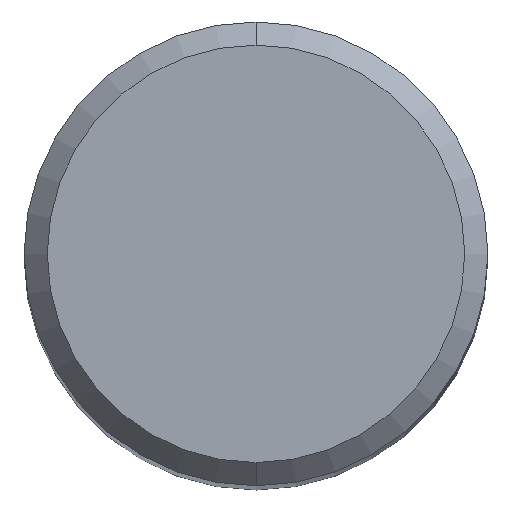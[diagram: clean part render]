
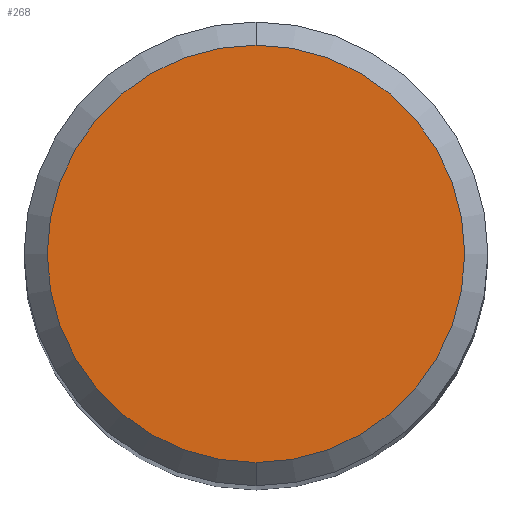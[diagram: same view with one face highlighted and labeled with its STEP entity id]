
A CAD part, top view. The second image highlights one B-rep face of the part: STEP entity #268.
In plain terms, the highlighted planar face has unit normal (0, 0, 1).
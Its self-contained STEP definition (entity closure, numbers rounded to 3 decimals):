
#218=VERTEX_POINT('',#522);
#268=ADVANCED_FACE('',(#576),#577,.T.);
#322=VERTEX_POINT('',#637);
#324=EDGE_CURVE('',#218,#322,#639,.T.);
#368=EDGE_CURVE('',#322,#218,#687,.T.);
#522=CARTESIAN_POINT('',(0.,-3.6,0.0));
#576=FACE_OUTER_BOUND('',#987,.T.);
#577=PLANE('',#988);
#637=CARTESIAN_POINT('',(0.0,3.6,0.0));
#639=CIRCLE('',#1157,3.6);
#687=CIRCLE('',#1263,3.6);
#987=EDGE_LOOP('',(#1519,#1520));
#988=AXIS2_PLACEMENT_3D('',#1521,#1522,#1523);
#1157=AXIS2_PLACEMENT_3D('',#1597,#1598,#1599);
#1263=AXIS2_PLACEMENT_3D('',#1643,#1644,#1645);
#1519=ORIENTED_EDGE('',*,*,#368,.F.);
#1520=ORIENTED_EDGE('',*,*,#324,.F.);
#1521=CARTESIAN_POINT('',(0.0,1.8,0.0));
#1522=DIRECTION('',(-0.0,0.0,1.0));
#1523=DIRECTION('',(0.0,-1.0,0.0));
#1597=CARTESIAN_POINT('',(0.0,0.0,0.0));
#1598=DIRECTION('',(0.0,0.0,-1.0));
#1599=DIRECTION('',(0.0,1.0,0.0));
#1643=CARTESIAN_POINT('',(0.0,0.0,0.0));
#1644=DIRECTION('',(0.0,0.0,-1.0));
#1645=DIRECTION('',(0.0,1.0,0.0));
